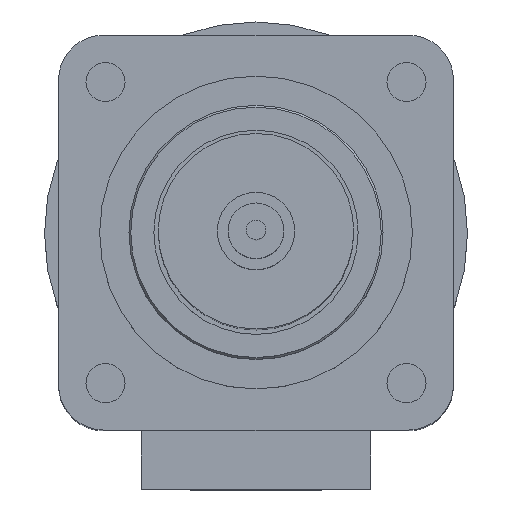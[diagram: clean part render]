
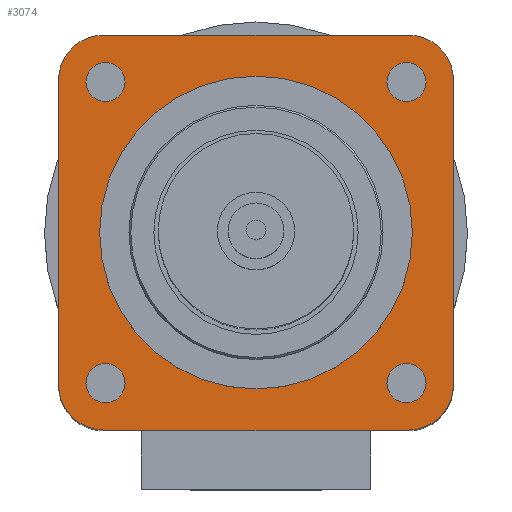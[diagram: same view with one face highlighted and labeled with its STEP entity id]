
A CAD part, top view. The second image highlights one B-rep face of the part: STEP entity #3074.
In plain terms, the highlighted planar face has unit normal (0, 0, 1).
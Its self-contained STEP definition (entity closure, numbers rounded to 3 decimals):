
#211=FACE_BOUND('',#575,.T.);
#212=FACE_BOUND('',#576,.T.);
#213=FACE_BOUND('',#577,.T.);
#214=FACE_BOUND('',#578,.T.);
#215=FACE_BOUND('',#579,.T.);
#246=PLANE('',#3377);
#376=FACE_OUTER_BOUND('',#574,.T.);
#574=EDGE_LOOP('',(#2362,#2363,#2364,#2365,#2366,#2367,#2368,#2369));
#575=EDGE_LOOP('',(#2370));
#576=EDGE_LOOP('',(#2371));
#577=EDGE_LOOP('',(#2372));
#578=EDGE_LOOP('',(#2373));
#579=EDGE_LOOP('',(#2374));
#817=LINE('',#5190,#1057);
#830=LINE('',#5229,#1070);
#831=LINE('',#5230,#1071);
#832=LINE('',#5232,#1072);
#1057=VECTOR('',#3962,1000.);
#1070=VECTOR('',#3995,1000.);
#1071=VECTOR('',#3996,1000.);
#1072=VECTOR('',#3997,1000.);
#1255=CIRCLE('',#3301,1.);
#1257=CIRCLE('',#3304,1.);
#1259=CIRCLE('',#3307,1.);
#1261=CIRCLE('',#3310,1.);
#1264=CIRCLE('',#3315,8.);
#1287=CIRCLE('',#3370,2.3);
#1289=CIRCLE('',#3373,2.3);
#1291=CIRCLE('',#3376,2.3);
#1292=CIRCLE('',#3378,2.3);
#1448=VERTEX_POINT('',#4750);
#1450=VERTEX_POINT('',#4756);
#1452=VERTEX_POINT('',#4762);
#1454=VERTEX_POINT('',#4768);
#1457=VERTEX_POINT('',#4778);
#1526=VERTEX_POINT('',#5187);
#1527=VERTEX_POINT('',#5189);
#1536=VERTEX_POINT('',#5208);
#1538=VERTEX_POINT('',#5215);
#1540=VERTEX_POINT('',#5220);
#1542=VERTEX_POINT('',#5224);
#1543=VERTEX_POINT('',#5228);
#1544=VERTEX_POINT('',#5231);
#1737=EDGE_CURVE('',#1448,#1448,#1255,.T.);
#1740=EDGE_CURVE('',#1450,#1450,#1257,.T.);
#1743=EDGE_CURVE('',#1452,#1452,#1259,.T.);
#1746=EDGE_CURVE('',#1454,#1454,#1261,.T.);
#1750=EDGE_CURVE('',#1457,#1457,#1264,.T.);
#1844=EDGE_CURVE('',#1527,#1526,#817,.T.);
#1855=EDGE_CURVE('',#1536,#1527,#1287,.T.);
#1858=EDGE_CURVE('',#1526,#1538,#1289,.T.);
#1862=EDGE_CURVE('',#1540,#1542,#1291,.T.);
#1863=EDGE_CURVE('',#1543,#1536,#830,.T.);
#1864=EDGE_CURVE('',#1538,#1540,#831,.T.);
#1865=EDGE_CURVE('',#1542,#1544,#832,.T.);
#1866=EDGE_CURVE('',#1544,#1543,#1292,.T.);
#2362=ORIENTED_EDGE('',*,*,#1863,.T.);
#2363=ORIENTED_EDGE('',*,*,#1855,.T.);
#2364=ORIENTED_EDGE('',*,*,#1844,.T.);
#2365=ORIENTED_EDGE('',*,*,#1858,.T.);
#2366=ORIENTED_EDGE('',*,*,#1864,.T.);
#2367=ORIENTED_EDGE('',*,*,#1862,.T.);
#2368=ORIENTED_EDGE('',*,*,#1865,.T.);
#2369=ORIENTED_EDGE('',*,*,#1866,.T.);
#2370=ORIENTED_EDGE('',*,*,#1750,.F.);
#2371=ORIENTED_EDGE('',*,*,#1737,.F.);
#2372=ORIENTED_EDGE('',*,*,#1740,.F.);
#2373=ORIENTED_EDGE('',*,*,#1743,.F.);
#2374=ORIENTED_EDGE('',*,*,#1746,.F.);
#3074=ADVANCED_FACE('',(#376,#211,#212,#213,#214,#215),#246,.T.);
#3301=AXIS2_PLACEMENT_3D('',#4752,#3776,#3777);
#3304=AXIS2_PLACEMENT_3D('',#4758,#3783,#3784);
#3307=AXIS2_PLACEMENT_3D('',#4764,#3790,#3791);
#3310=AXIS2_PLACEMENT_3D('',#4770,#3797,#3798);
#3315=AXIS2_PLACEMENT_3D('',#4779,#3808,#3809);
#3370=AXIS2_PLACEMENT_3D('',#5211,#3976,#3977);
#3373=AXIS2_PLACEMENT_3D('',#5217,#3983,#3984);
#3376=AXIS2_PLACEMENT_3D('',#5226,#3991,#3992);
#3377=AXIS2_PLACEMENT_3D('',#5227,#3993,#3994);
#3378=AXIS2_PLACEMENT_3D('',#5233,#3998,#3999);
#3776=DIRECTION('center_axis',(0.,0.,1.));
#3777=DIRECTION('ref_axis',(1.,0.,0.));
#3783=DIRECTION('center_axis',(0.,0.,1.));
#3784=DIRECTION('ref_axis',(1.,0.,0.));
#3790=DIRECTION('center_axis',(0.,0.,1.));
#3791=DIRECTION('ref_axis',(1.,0.,0.));
#3797=DIRECTION('center_axis',(0.,0.,1.));
#3798=DIRECTION('ref_axis',(1.,0.,0.));
#3808=DIRECTION('center_axis',(0.,0.,1.));
#3809=DIRECTION('ref_axis',(1.,0.,0.));
#3962=DIRECTION('',(1.,0.,0.));
#3976=DIRECTION('center_axis',(0.,0.,1.));
#3977=DIRECTION('ref_axis',(1.,0.,0.));
#3983=DIRECTION('center_axis',(0.,0.,1.));
#3984=DIRECTION('ref_axis',(1.,0.,0.));
#3991=DIRECTION('center_axis',(0.,0.,1.));
#3992=DIRECTION('ref_axis',(1.,0.,0.));
#3993=DIRECTION('center_axis',(0.,0.,1.));
#3994=DIRECTION('ref_axis',(1.,0.,0.));
#3995=DIRECTION('',(0.,-1.,0.));
#3996=DIRECTION('',(0.,1.,0.));
#3997=DIRECTION('',(-1.,0.,0.));
#3998=DIRECTION('center_axis',(0.,0.,1.));
#3999=DIRECTION('ref_axis',(1.,0.,0.));
#4750=CARTESIAN_POINT('',(-8.7,-7.7,0.));
#4752=CARTESIAN_POINT('Origin',(-7.7,-7.7,0.));
#4756=CARTESIAN_POINT('',(6.7,-7.7,0.));
#4758=CARTESIAN_POINT('Origin',(7.7,-7.7,0.));
#4762=CARTESIAN_POINT('',(6.7,7.7,0.));
#4764=CARTESIAN_POINT('Origin',(7.7,7.7,0.));
#4768=CARTESIAN_POINT('',(-8.7,7.7,0.));
#4770=CARTESIAN_POINT('Origin',(-7.7,7.7,0.));
#4778=CARTESIAN_POINT('',(8.,0.,0.));
#4779=CARTESIAN_POINT('Origin',(0.,0.,0.));
#5187=CARTESIAN_POINT('',(7.8,-10.1,0.));
#5189=CARTESIAN_POINT('',(-7.8,-10.1,0.));
#5190=CARTESIAN_POINT('',(-10.1,-10.1,0.));
#5208=CARTESIAN_POINT('',(-10.1,-7.8,0.));
#5211=CARTESIAN_POINT('Origin',(-7.8,-7.8,0.));
#5215=CARTESIAN_POINT('',(10.1,-7.8,0.));
#5217=CARTESIAN_POINT('Origin',(7.8,-7.8,0.));
#5220=CARTESIAN_POINT('',(10.1,7.8,0.));
#5224=CARTESIAN_POINT('',(7.8,10.1,0.));
#5226=CARTESIAN_POINT('Origin',(7.8,7.8,0.));
#5227=CARTESIAN_POINT('Origin',(-10.1,-10.1,0.));
#5228=CARTESIAN_POINT('',(-10.1,7.8,0.));
#5229=CARTESIAN_POINT('',(-10.1,10.1,0.));
#5230=CARTESIAN_POINT('',(10.1,10.1,0.));
#5231=CARTESIAN_POINT('',(-7.8,10.1,0.));
#5232=CARTESIAN_POINT('',(-10.1,10.1,0.));
#5233=CARTESIAN_POINT('Origin',(-7.8,7.8,0.));
